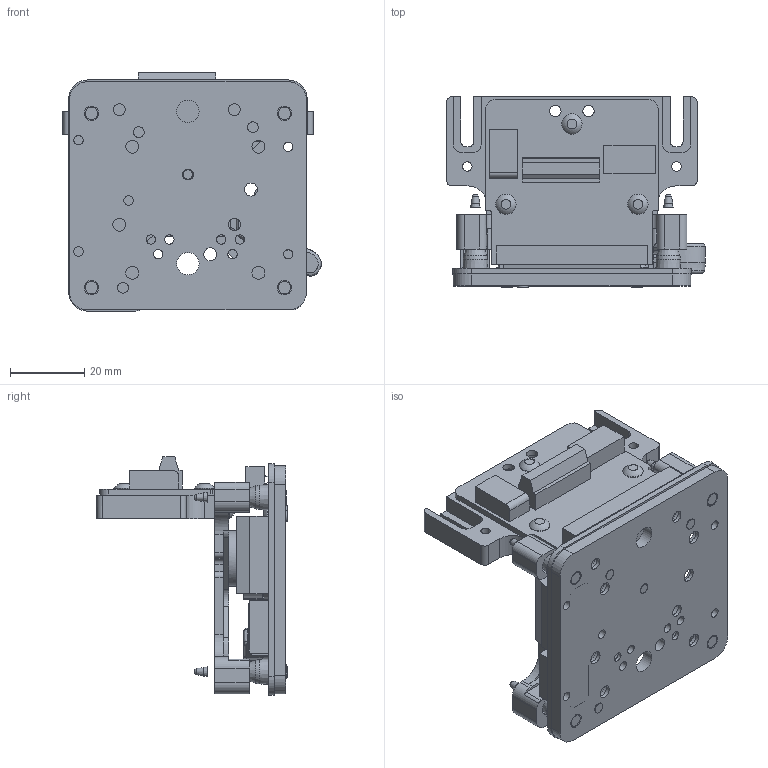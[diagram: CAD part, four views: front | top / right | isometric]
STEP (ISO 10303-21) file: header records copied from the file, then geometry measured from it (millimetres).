
FILE_DESCRIPTION(/* description */ (''),/* implementation_level */ '2;1');
FILE_NAME(/* name */ 'Full assembly.step',/* time_stamp */ '2021-12-09T00:54:14-05:00',/* author */ (''),/* organization */ (''),/* preprocessor_version */ 'ST-DEVELOPER v18.1',/* originating_system */ 'Autodesk Translation Framework v10.10.0.1391',/* authorisation */ '');
FILE_SCHEMA (('AUTOMOTIVE_DESIGN { 1 0 10303 214 3 1 1 }'));
Length unit declared in the file: millimetre
Products named in the file (16): Full assembly; XChange base plate; XChange top mount; Top mount board; Lever magnet screw socket; Tool plate; Tool plate board; Tool plate magnet holder; Tool plate magnet; Tool plate standoff; M3 4mm Flathead; Lever; Lever magnet; M3 9mm; M3 8mm Flathead; M3 5mm
Assembly tree (24 placements, depth 2):
  Full assembly
    XChange base plate
    XChange top mount
    Top mount board
    Lever magnet screw socket
    Tool plate
    Tool plate board
    Tool plate magnet holder
    Tool plate magnet
    Tool plate standoff  x4
    M3 5mm  x6
    M3 4mm Flathead
    Lever
    Lever magnet
    M3 9mm  x2
    M3 8mm Flathead
Bounding box: 69.7 x 51.28 x 64.19 mm (x, y, z)
Volume: 42444.1 mm3; surface area: 42012.8 mm2
Topology: 24 solids, 24 shells, 719 faces, 1760 edges, 1147 vertices
Faces by surface type: plane 376, cylinder 225, bspline 68, cone 35, sphere 8, torus 7
Full cylindrical faces by diameter (mm): 2.5 x11, 2.529 x12, 2.927 x10, 3 x8, 3.1 x5, 3.2 x9, 3.302 x1, 3.332 x4, 3.5 x9, 3.75 x2, 3.908 x4, 4.2 x4, 5 x1, 5.5 x1, 5.75 x1, 6 x7, 6.375 x1, 7 x4, 7.25 x3, 8 x1, 9.5 x1, 10 x1, 12.4 x1, 15 x1
Entity records: 24991 total; most frequent: CARTESIAN_POINT 8629, ORIENTED_EDGE 3274, DIRECTION 3188, EDGE_CURVE 1637, AXIS2_PLACEMENT_3D 1099, VERTEX_POINT 1069, LINE 990, VECTOR 990
